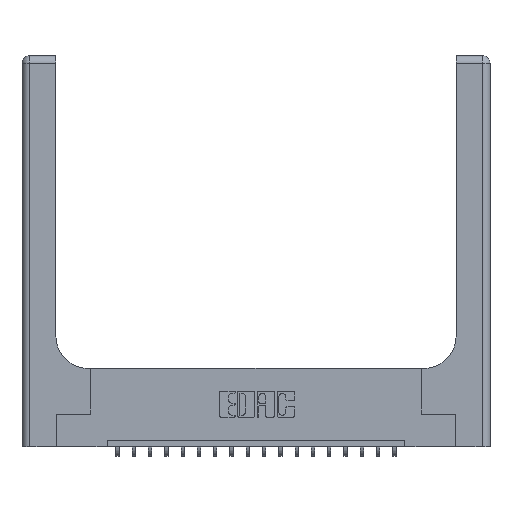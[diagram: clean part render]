
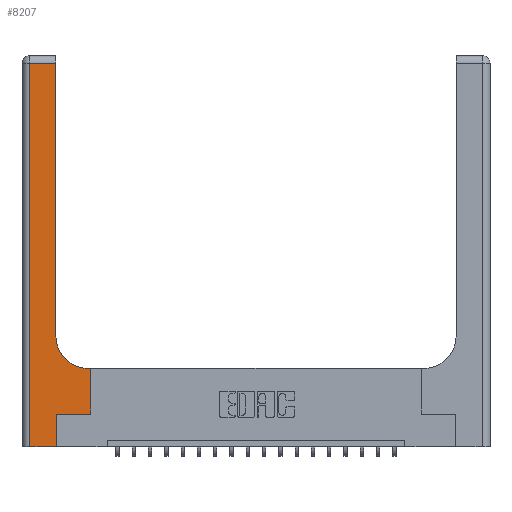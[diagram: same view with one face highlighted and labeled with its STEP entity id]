
A CAD part, top view. The second image highlights one B-rep face of the part: STEP entity #8207.
In plain terms, the highlighted planar face has unit normal (0, 0, 1).
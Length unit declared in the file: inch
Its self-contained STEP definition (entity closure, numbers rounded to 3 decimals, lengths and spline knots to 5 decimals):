
#119 = DIRECTION ( 'NONE',  ( 0., 1., 0. ) ) ;
#224 = ORIENTED_EDGE ( 'NONE', *, *, #13790, .T. ) ;
#769 = ORIENTED_EDGE ( 'NONE', *, *, #10745, .T. ) ;
#778 = CARTESIAN_POINT ( 'NONE',  ( 0.26, 0.85, 0.37 ) ) ;
#918 = ORIENTED_EDGE ( 'NONE', *, *, #16299, .T. ) ;
#975 = EDGE_CURVE ( 'NONE', #7643, #2171, #11871, .T. ) ;
#1812 = CARTESIAN_POINT ( 'NONE',  ( 0.26, 2.94, 0.37 ) ) ;
#1816 = DIRECTION ( 'NONE',  ( 1., 0., 0. ) ) ;
#2171 = VERTEX_POINT ( 'NONE', #8430 ) ;
#2375 = VERTEX_POINT ( 'NONE', #13708 ) ;
#2424 = VERTEX_POINT ( 'NONE', #1812 ) ;
#2529 = DIRECTION ( 'NONE',  ( -1., 0., 0. ) ) ;
#3072 = LINE ( 'NONE', #6416, #9512 ) ;
#3103 = CARTESIAN_POINT ( 'NONE',  ( 0.528, 0.25, 0.37 ) ) ;
#3232 = DIRECTION ( 'NONE',  ( -1., 0., 0. ) ) ;
#4045 = CARTESIAN_POINT ( 'NONE',  ( 0., 2.94, 0.37 ) ) ;
#4530 = CARTESIAN_POINT ( 'NONE',  ( 0.06, 2.94, 0.37 ) ) ;
#4689 = EDGE_CURVE ( 'NONE', #11423, #2424, #18631, .T. ) ;
#5512 = CARTESIAN_POINT ( 'NONE',  ( 0.06, 3., 0.37 ) ) ;
#5557 = LINE ( 'NONE', #10216, #8780 ) ;
#5676 = PLANE ( 'NONE',  #14935 ) ;
#5854 = DIRECTION ( 'NONE',  ( 1., 0., 0. ) ) ;
#5899 = CARTESIAN_POINT ( 'NONE',  ( 0., 0., 0.37 ) ) ;
#6416 = CARTESIAN_POINT ( 'NONE',  ( 0.26, 0.6, 0.37 ) ) ;
#7203 = DIRECTION ( 'NONE',  ( 0., 1., 0. ) ) ;
#7286 = ORIENTED_EDGE ( 'NONE', *, *, #8579, .T. ) ;
#7321 = CARTESIAN_POINT ( 'NONE',  ( 0.06, 0., 0.37 ) ) ;
#7340 = ORIENTED_EDGE ( 'NONE', *, *, #4689, .T. ) ;
#7389 = LINE ( 'NONE', #4045, #11664 ) ;
#7624 = EDGE_CURVE ( 'NONE', #2424, #8771, #7389, .T. ) ;
#7643 = VERTEX_POINT ( 'NONE', #13599 ) ;
#7907 = DIRECTION ( 'NONE',  ( 0., 0., -1. ) ) ;
#8207 = ADVANCED_FACE ( 'NONE', ( #13410 ), #5676, .F. ) ;
#8430 = CARTESIAN_POINT ( 'NONE',  ( 0.265, 0.25, 0.37 ) ) ;
#8579 = EDGE_CURVE ( 'NONE', #2171, #8638, #5557, .T. ) ;
#8638 = VERTEX_POINT ( 'NONE', #3103 ) ;
#8658 = DIRECTION ( 'NONE',  ( 0., -1., 0. ) ) ;
#8771 = VERTEX_POINT ( 'NONE', #4530 ) ;
#8780 = VECTOR ( 'NONE', #5854, 39.37008 ) ;
#8934 = VERTEX_POINT ( 'NONE', #7321 ) ;
#8986 = VECTOR ( 'NONE', #119, 39.37008 ) ;
#9512 = VECTOR ( 'NONE', #10798, 39.37008 ) ;
#10216 = CARTESIAN_POINT ( 'NONE',  ( 0.265, 0.25, 0.37 ) ) ;
#10389 = DIRECTION ( 'NONE',  ( 0., 1., 0. ) ) ;
#10745 = EDGE_CURVE ( 'NONE', #8771, #8934, #12179, .T. ) ;
#10798 = DIRECTION ( 'NONE',  ( -1., 0., 0. ) ) ;
#10888 = CARTESIAN_POINT ( 'NONE',  ( 0.26, 3., 0.37 ) ) ;
#11203 = ORIENTED_EDGE ( 'NONE', *, *, #19387, .T. ) ;
#11338 = VECTOR ( 'NONE', #7203, 39.37008 ) ;
#11423 = VERTEX_POINT ( 'NONE', #778 ) ;
#11664 = VECTOR ( 'NONE', #2529, 39.37008 ) ;
#11871 = LINE ( 'NONE', #13705, #11338 ) ;
#11999 = ORIENTED_EDGE ( 'NONE', *, *, #975, .T. ) ;
#12179 = LINE ( 'NONE', #5512, #13987 ) ;
#12441 = VERTEX_POINT ( 'NONE', #16515 ) ;
#12742 = ORIENTED_EDGE ( 'NONE', *, *, #19873, .T. ) ;
#13410 = FACE_OUTER_BOUND ( 'NONE', #19913, .T. ) ;
#13599 = CARTESIAN_POINT ( 'NONE',  ( 0.265, 0., 0.37 ) ) ;
#13630 = LINE ( 'NONE', #5899, #16871 ) ;
#13705 = CARTESIAN_POINT ( 'NONE',  ( 0.265, 0., 0.37 ) ) ;
#13708 = CARTESIAN_POINT ( 'NONE',  ( 0.51, 0.6, 0.37 ) ) ;
#13726 = DIRECTION ( 'NONE',  ( 1., 0., 0. ) ) ;
#13790 = EDGE_CURVE ( 'NONE', #12441, #2375, #3072, .T. ) ;
#13987 = VECTOR ( 'NONE', #8658, 39.37008 ) ;
#14935 = AXIS2_PLACEMENT_3D ( 'NONE', #18090, #7907, #3232 ) ;
#16201 = VECTOR ( 'NONE', #10389, 39.37008 ) ;
#16299 = EDGE_CURVE ( 'NONE', #2375, #11423, #16766, .T. ) ;
#16440 = AXIS2_PLACEMENT_3D ( 'NONE', #17185, #18504, #1816 ) ;
#16515 = CARTESIAN_POINT ( 'NONE',  ( 0.528, 0.6, 0.37 ) ) ;
#16766 = CIRCLE ( 'NONE', #16440, 0.25 ) ;
#16824 = CARTESIAN_POINT ( 'NONE',  ( 0.528, 0.25, 0.37 ) ) ;
#16871 = VECTOR ( 'NONE', #13726, 39.37008 ) ;
#17185 = CARTESIAN_POINT ( 'NONE',  ( 0.51, 0.85, 0.37 ) ) ;
#17582 = ORIENTED_EDGE ( 'NONE', *, *, #7624, .T. ) ;
#18090 = CARTESIAN_POINT ( 'NONE',  ( 0., 3., 0.37 ) ) ;
#18337 = LINE ( 'NONE', #16824, #16201 ) ;
#18504 = DIRECTION ( 'NONE',  ( 0., 0., -1. ) ) ;
#18631 = LINE ( 'NONE', #10888, #8986 ) ;
#19387 = EDGE_CURVE ( 'NONE', #8638, #12441, #18337, .T. ) ;
#19873 = EDGE_CURVE ( 'NONE', #8934, #7643, #13630, .T. ) ;
#19913 = EDGE_LOOP ( 'NONE', ( #7340, #17582, #769, #12742, #11999, #7286, #11203, #224, #918 ) ) ;
